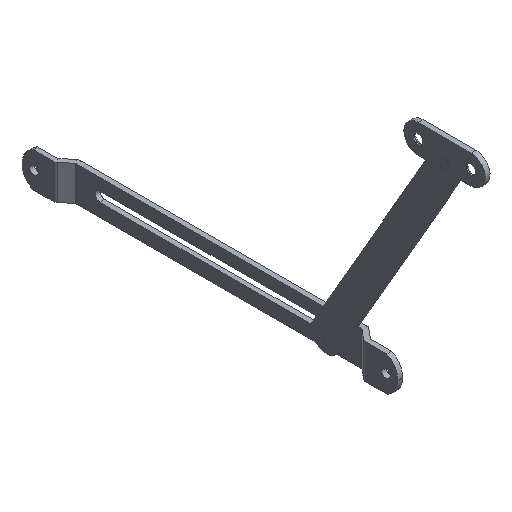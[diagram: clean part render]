
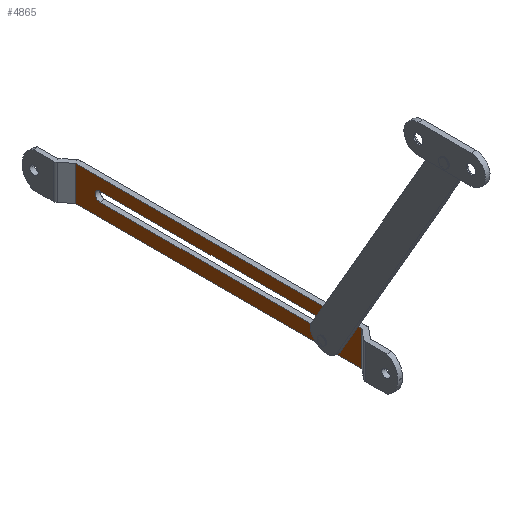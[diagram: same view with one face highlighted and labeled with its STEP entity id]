
A CAD part, isometric view. The second image highlights one B-rep face of the part: STEP entity #4865.
In plain terms, the highlighted free-form (B-spline) face has degree [1, 1] with [2, 2] control points.
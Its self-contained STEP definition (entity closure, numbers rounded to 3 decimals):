
#3956=CARTESIAN_POINT('',(4.,31.807,-1.75));
#3957=VERTEX_POINT('',#3956);
#3965=CARTESIAN_POINT('',(4.,31.361,-2.024));
#3966=VERTEX_POINT('',#3965);
#3967=CARTESIAN_POINT('',(4.,31.807,-1.75));
#3968=CARTESIAN_POINT('',(4.,31.5,-1.75));
#3969=CARTESIAN_POINT('',(4.,31.361,-2.024));
#3977=(BOUNDED_CURVE()B_SPLINE_CURVE(2,(#3967,#3968,#3969),.UNSPECIFIED.,.F.,.U.)CURVE()GEOMETRIC_REPRESENTATION_ITEM()QUASI_UNIFORM_CURVE()RATIONAL_B_SPLINE_CURVE((1.0,0.852,1.0))REPRESENTATION_ITEM(''));
#3978=EDGE_CURVE('',#3957,#3966,#3977,.T.);
#4008=CARTESIAN_POINT('',(4.,123.5,-1.75));
#4009=VERTEX_POINT('',#4008);
#4010=CARTESIAN_POINT('',(4.,31.807,-1.75));
#4011=CARTESIAN_POINT('',(4.,123.5,-1.75));
#4012=QUASI_UNIFORM_CURVE('',1,(#4010,#4011),.UNSPECIFIED.,.F.,.U.);
#4013=EDGE_CURVE('',#3957,#4009,#4012,.T.);
#4049=CARTESIAN_POINT('',(4.,123.5,2.25));
#4050=VERTEX_POINT('',#4049);
#4051=CARTESIAN_POINT('',(4.,123.5,-1.75));
#4052=CARTESIAN_POINT('',(4.,124.655,-1.75));
#4053=CARTESIAN_POINT('',(4.,125.232,-0.75));
#4054=CARTESIAN_POINT('',(4.,125.809,0.25));
#4055=CARTESIAN_POINT('',(4.,125.232,1.25));
#4056=CARTESIAN_POINT('',(4.,124.655,2.25));
#4057=CARTESIAN_POINT('',(4.,123.5,2.25));
#4065=(BOUNDED_CURVE()B_SPLINE_CURVE(2,(#4051,#4052,#4053,#4054,#4055,#4056,#4057),.UNSPECIFIED.,.F.,.U.)B_SPLINE_CURVE_WITH_KNOTS((3,2,2,3),(0.0,0.333,0.667,1.0),.UNSPECIFIED.)CURVE()GEOMETRIC_REPRESENTATION_ITEM()RATIONAL_B_SPLINE_CURVE((1.0,0.866,1.0,0.866,1.0,0.866,1.0))REPRESENTATION_ITEM(''));
#4066=EDGE_CURVE('',#4009,#4050,#4065,.T.);
#4101=CARTESIAN_POINT('',(4.,23.5,2.25));
#4102=VERTEX_POINT('',#4101);
#4103=CARTESIAN_POINT('',(4.,123.5,2.25));
#4104=CARTESIAN_POINT('',(4.,23.5,2.25));
#4105=QUASI_UNIFORM_CURVE('',1,(#4103,#4104),.UNSPECIFIED.,.F.,.U.);
#4106=EDGE_CURVE('',#4050,#4102,#4105,.T.);
#4142=CARTESIAN_POINT('',(4.,23.5,-1.75));
#4143=VERTEX_POINT('',#4142);
#4144=CARTESIAN_POINT('',(4.,23.5,2.25));
#4145=CARTESIAN_POINT('',(4.,22.345,2.25));
#4146=CARTESIAN_POINT('',(4.,21.768,1.25));
#4147=CARTESIAN_POINT('',(4.,21.191,0.25));
#4148=CARTESIAN_POINT('',(4.,21.768,-0.75));
#4149=CARTESIAN_POINT('',(4.,22.345,-1.75));
#4150=CARTESIAN_POINT('',(4.,23.5,-1.75));
#4158=(BOUNDED_CURVE()B_SPLINE_CURVE(2,(#4144,#4145,#4146,#4147,#4148,#4149,#4150),.UNSPECIFIED.,.F.,.U.)B_SPLINE_CURVE_WITH_KNOTS((3,2,2,3),(0.0,0.333,0.667,1.0),.UNSPECIFIED.)CURVE()GEOMETRIC_REPRESENTATION_ITEM()RATIONAL_B_SPLINE_CURVE((1.0,0.866,1.0,0.866,1.0,0.866,1.0))REPRESENTATION_ITEM(''));
#4159=EDGE_CURVE('',#4102,#4143,#4158,.T.);
#4194=CARTESIAN_POINT('',(4.,24.27,-1.75));
#4195=VERTEX_POINT('',#4194);
#4196=CARTESIAN_POINT('',(4.,23.5,-1.75));
#4197=CARTESIAN_POINT('',(4.,24.27,-1.75));
#4198=QUASI_UNIFORM_CURVE('',1,(#4196,#4197),.UNSPECIFIED.,.F.,.U.);
#4199=EDGE_CURVE('',#4143,#4195,#4198,.T.);
#4231=CARTESIAN_POINT('',(4.,26.059,-2.855));
#4232=VERTEX_POINT('',#4231);
#4240=CARTESIAN_POINT('',(4.,26.059,-2.855));
#4241=CARTESIAN_POINT('',(4.,25.506,-1.75));
#4242=CARTESIAN_POINT('',(4.,24.27,-1.75));
#4250=(BOUNDED_CURVE()B_SPLINE_CURVE(2,(#4240,#4241,#4242),.UNSPECIFIED.,.F.,.U.)CURVE()GEOMETRIC_REPRESENTATION_ITEM()QUASI_UNIFORM_CURVE()RATIONAL_B_SPLINE_CURVE((1.0,0.851,1.0))REPRESENTATION_ITEM(''));
#4251=EDGE_CURVE('',#4232,#4195,#4250,.T.);
#4275=CARTESIAN_POINT('',(4.,26.711,-4.145));
#4276=VERTEX_POINT('',#4275);
#4277=CARTESIAN_POINT('',(4.,26.059,-2.855));
#4278=CARTESIAN_POINT('',(4.,26.711,-4.145));
#4279=QUASI_UNIFORM_CURVE('',1,(#4277,#4278),.UNSPECIFIED.,.F.,.U.);
#4280=EDGE_CURVE('',#4232,#4276,#4279,.T.);
#4312=CARTESIAN_POINT('',(4.,30.285,-4.153));
#4313=VERTEX_POINT('',#4312);
#4314=CARTESIAN_POINT('',(4.,26.711,-4.145));
#4315=CARTESIAN_POINT('',(4.,27.263,-5.247));
#4316=CARTESIAN_POINT('',(4.,28.496,-5.25));
#4317=CARTESIAN_POINT('',(4.,29.728,-5.253));
#4318=CARTESIAN_POINT('',(4.,30.285,-4.153));
#4326=(BOUNDED_CURVE()B_SPLINE_CURVE(2,(#4314,#4315,#4316,#4317,#4318),.UNSPECIFIED.,.F.,.U.)B_SPLINE_CURVE_WITH_KNOTS((3,2,3),(0.0,0.5,1.0),.UNSPECIFIED.)CURVE()GEOMETRIC_REPRESENTATION_ITEM()RATIONAL_B_SPLINE_CURVE((1.0,0.851,1.0,0.851,1.0))REPRESENTATION_ITEM(''));
#4327=EDGE_CURVE('',#4276,#4313,#4326,.T.);
#4360=CARTESIAN_POINT('',(4.,30.285,-4.153));
#4361=CARTESIAN_POINT('',(4.,31.361,-2.024));
#4362=QUASI_UNIFORM_CURVE('',1,(#4360,#4361),.UNSPECIFIED.,.F.,.U.);
#4363=EDGE_CURVE('',#4313,#3966,#4362,.T.);
#4403=CARTESIAN_POINT('',(4.,14.,-7.25));
#4404=VERTEX_POINT('',#4403);
#4410=CARTESIAN_POINT('',(4.,133.5,-7.25));
#4411=VERTEX_POINT('',#4410);
#4412=CARTESIAN_POINT('',(4.,133.5,-7.25));
#4413=CARTESIAN_POINT('',(4.,14.,-7.25));
#4414=QUASI_UNIFORM_CURVE('',1,(#4412,#4413),.UNSPECIFIED.,.F.,.U.);
#4415=EDGE_CURVE('',#4411,#4404,#4414,.T.);
#4602=CARTESIAN_POINT('',(4.,133.5,7.25));
#4603=VERTEX_POINT('',#4602);
#4609=CARTESIAN_POINT('',(4.,14.,7.25));
#4610=VERTEX_POINT('',#4609);
#4611=CARTESIAN_POINT('',(4.,133.5,7.25));
#4612=CARTESIAN_POINT('',(4.,14.,7.25));
#4613=QUASI_UNIFORM_CURVE('',1,(#4611,#4612),.UNSPECIFIED.,.F.,.U.);
#4614=EDGE_CURVE('',#4603,#4610,#4613,.T.);
#4830=CARTESIAN_POINT('',(4.,14.,7.25));
#4831=CARTESIAN_POINT('',(4.,14.,-7.25));
#4832=QUASI_UNIFORM_CURVE('',1,(#4830,#4831),.UNSPECIFIED.,.F.,.U.);
#4833=EDGE_CURVE('',#4610,#4404,#4832,.T.);
#4838=CARTESIAN_POINT('',(4.,8.031,-7.974));
#4839=CARTESIAN_POINT('',(4.,8.031,7.974));
#4840=CARTESIAN_POINT('',(4.,139.469,-7.974));
#4841=CARTESIAN_POINT('',(4.,139.469,7.974));
#4842=B_SPLINE_SURFACE_WITH_KNOTS('',1,1,((#4838,#4840),(#4839,#4841)),.UNSPECIFIED.,.F.,.F.,.U.,(2,2),(2,2),(0.0,15.949),(0.0,131.438),.UNSPECIFIED.);
#4843=ORIENTED_EDGE('',*,*,#4415,.T.);
#4844=ORIENTED_EDGE('',*,*,#4833,.F.);
#4845=ORIENTED_EDGE('',*,*,#4614,.F.);
#4846=CARTESIAN_POINT('',(4.,133.5,7.25));
#4847=CARTESIAN_POINT('',(4.,133.5,-7.25));
#4848=QUASI_UNIFORM_CURVE('',1,(#4846,#4847),.UNSPECIFIED.,.F.,.U.);
#4849=EDGE_CURVE('',#4603,#4411,#4848,.T.);
#4850=ORIENTED_EDGE('',*,*,#4849,.T.);
#4851=EDGE_LOOP('',(#4843,#4844,#4845,#4850));
#4852=FACE_OUTER_BOUND('',#4851,.T.);
#4853=ORIENTED_EDGE('',*,*,#4363,.T.);
#4854=ORIENTED_EDGE('',*,*,#3978,.F.);
#4855=ORIENTED_EDGE('',*,*,#4013,.T.);
#4856=ORIENTED_EDGE('',*,*,#4066,.T.);
#4857=ORIENTED_EDGE('',*,*,#4106,.T.);
#4858=ORIENTED_EDGE('',*,*,#4159,.T.);
#4859=ORIENTED_EDGE('',*,*,#4199,.T.);
#4860=ORIENTED_EDGE('',*,*,#4251,.F.);
#4861=ORIENTED_EDGE('',*,*,#4280,.T.);
#4862=ORIENTED_EDGE('',*,*,#4327,.T.);
#4863=EDGE_LOOP('',(#4853,#4854,#4855,#4856,#4857,#4858,#4859,#4860,#4861,#4862));
#4864=FACE_BOUND('',#4863,.T.);
#4865=ADVANCED_FACE('',(#4852,#4864),#4842,.T.);
